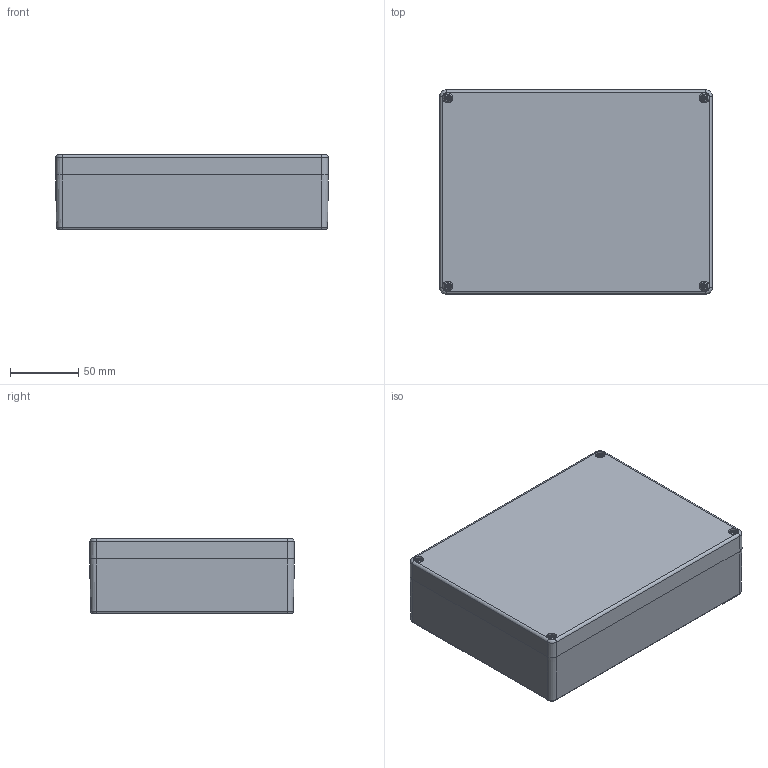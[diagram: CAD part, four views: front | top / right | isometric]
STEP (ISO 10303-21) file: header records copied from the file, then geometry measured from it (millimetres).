
FILE_DESCRIPTION((''),'2;1');
FILE_NAME('0402106200-MBT_201555-K_VE.stp','2015-12-22T14:49:37',('robin.rentz'),(''),'Autodesk Inventor 2012','Autodesk Inventor 2012','');
FILE_SCHEMA(('AUTOMOTIVE_DESIGN { 1 2 10303 214 0 1 1 1 }'));
Length unit declared in the file: millimetre
Products named in the file (6): 0402106200-MBT_201555-K_VE; 0401106202-UT_201540_VE; 0302106201-OT_201515-K_VE; xxx-O-Ring--OT--MBM-MBT_201515; 1990000007 M4 Gewindebuchse; 1990000276 Schraube BM4x24_11
Assembly tree (11 placements, depth 2):
  0402106200-MBT_201555-K_VE
    0401106202-UT_201540_VE
    0302106201-OT_201515-K_VE
    xxx-O-Ring--OT--MBM-MBT_201515
    1990000007 M4 Gewindebuchse  x4
    1990000276 Schraube BM4x24_11  x4
Bounding box: 200 x 150 x 55 mm (x, y, z)
Volume: 329189.1 mm3; surface area: 216595.4 mm2
Topology: 11 solids, 11 shells, 1729 faces, 4133 edges, 2482 vertices
Faces by surface type: plane 618, cylinder 448, cone 379, torus 228, bspline 40, sphere 16
Full cylindrical faces by diameter (mm): 3.242 x4, 3.3 x4, 4 x4, 4.4 x4, 4.5 x4, 4.8 x4, 5 x4, 5.1 x4, 6.8 x4, 7 x4, 7.4 x8
Entity records: 26562 total; most frequent: CARTESIAN_POINT 5657, DIRECTION 4708, ORIENTED_EDGE 4042, EDGE_CURVE 2021, AXIS2_PLACEMENT_3D 1958, VERTEX_POINT 1267, EDGE_LOOP 1096, CIRCLE 1033
